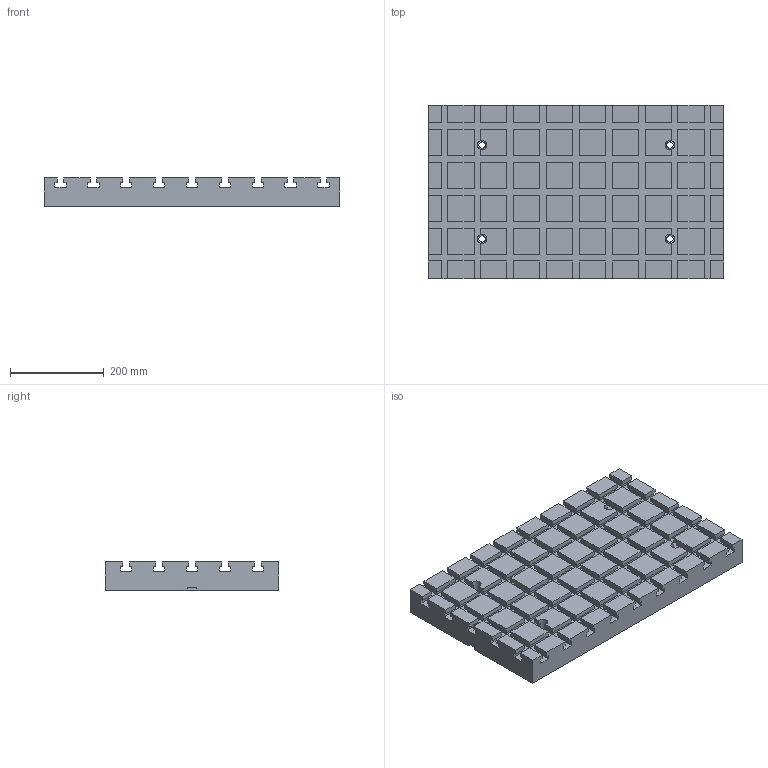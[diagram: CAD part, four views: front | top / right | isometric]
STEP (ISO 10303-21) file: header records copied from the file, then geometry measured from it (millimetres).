
FILE_DESCRIPTION(('STEP AP214'),'1');
FILE_NAME('halderv_eh_1200_500.stp','2014-06-18T11:44:39',('TraceParts'),('TraceParts S.A.'),'XStep 1.0',' ',' ');
FILE_SCHEMA(('automotive_design'));
Length unit declared in the file: millimetre
Products named in the file (1): 1
Bounding box: 630 x 370 x 60 mm (x, y, z)
Volume: 11773111 mm3; surface area: 873839.2 mm2
Topology: 1 solids, 1 shells, 584 faces, 1560 edges, 1040 vertices
Faces by surface type: plane 564, cylinder 20
Entity records: 35564 total; most frequent: CARTESIAN_POINT 3185, STYLED_ITEM 3184, PRESENTATION_STYLE_ASSIGNMENT 3184, COLOUR_RGB 3184, ORIENTED_EDGE 3120, DIRECTION 2786, EDGE_CURVE 1560, CURVE_STYLE 1560
